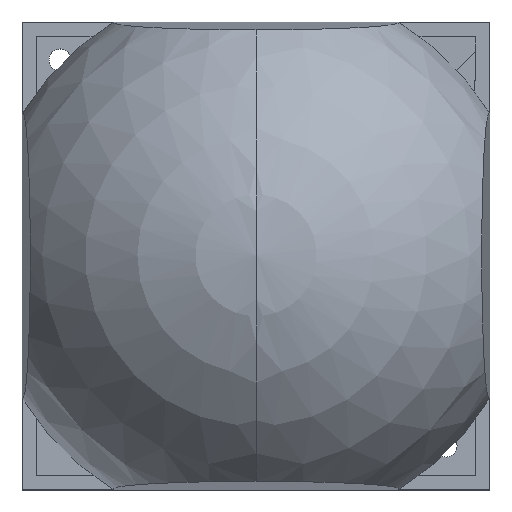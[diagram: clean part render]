
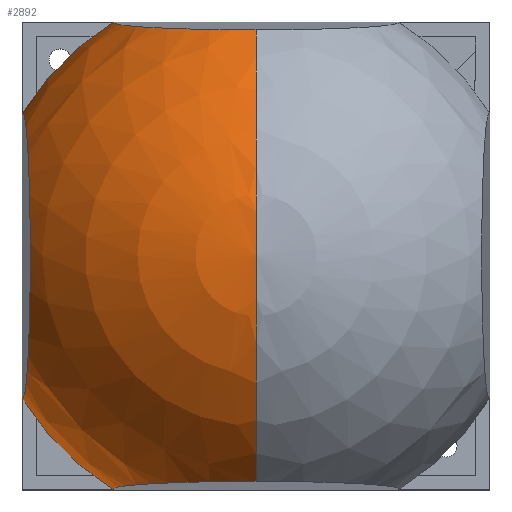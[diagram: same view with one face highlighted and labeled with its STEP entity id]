
A CAD part, top view. The second image highlights one B-rep face of the part: STEP entity #2892.
In plain terms, the highlighted spherical face has radius 0.936 mm.
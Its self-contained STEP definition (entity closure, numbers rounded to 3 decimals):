
#2689=CARTESIAN_POINT('',(0.,0.,0.));
#2690=DIRECTION('',(0.,-1.,0.));
#2691=DIRECTION('',(-0.855,0.,-0.519));
#2692=AXIS2_PLACEMENT_3D('',#2689,#2690,#2691);
#2694=CARTESIAN_POINT('',(0.,0.042,-0.798));
#2695=DIRECTION('',(0.,0.052,-0.999));
#2696=DIRECTION('',(-0.996,-0.086,-0.004));
#2697=AXIS2_PLACEMENT_3D('',#2694,#2695,#2696);
#2699=CARTESIAN_POINT('',(0.,0.,0.));
#2700=DIRECTION('',(0.,-1.,0.));
#2701=DIRECTION('',(0.519,0.,-0.855));
#2702=AXIS2_PLACEMENT_3D('',#2699,#2700,#2701);
#2704=CARTESIAN_POINT('',(0.798,0.042,0.));
#2705=DIRECTION('',(-0.999,-0.052,0.));
#2706=DIRECTION('',(-0.052,0.999,0.));
#2707=AXIS2_PLACEMENT_3D('',#2704,#2705,#2706);
#2709=CARTESIAN_POINT('',(-0.798,0.042,0.));
#2710=DIRECTION('',(0.999,-0.052,0.));
#2711=DIRECTION('',(-0.004,-0.086,-0.996));
#2712=AXIS2_PLACEMENT_3D('',#2709,#2710,#2711);
#2736=CARTESIAN_POINT('',(0.,0.,0.));
#2737=DIRECTION('',(0.,0.,1.));
#2738=DIRECTION('',(0.,1.,0.));
#2739=AXIS2_PLACEMENT_3D('',#2736,#2737,#2738);
#2741=CARTESIAN_POINT('',(0.,0.,0.));
#2742=DIRECTION('',(0.,0.,-1.));
#2743=DIRECTION('',(0.,1.,0.));
#2744=AXIS2_PLACEMENT_3D('',#2741,#2742,#2743);
#2833=CARTESIAN_POINT('',(0.,0.936,0.));
#2834=CARTESIAN_POINT('',(-0.772,0.529,0.));
#2835=VERTEX_POINT('',#2833);
#2836=VERTEX_POINT('',#2834);
#2837=CARTESIAN_POINT('',(0.772,0.529,0.));
#2838=VERTEX_POINT('',#2837);
#2859=CARTESIAN_POINT('',(-0.8,0.,-0.486));
#2860=VERTEX_POINT('',#2859);
#2861=CARTESIAN_POINT('',(-0.486,0.,-0.8));
#2862=VERTEX_POINT('',#2861);
#2863=CARTESIAN_POINT('',(0.486,0.,-0.8));
#2864=VERTEX_POINT('',#2863);
#2865=CARTESIAN_POINT('',(0.8,0.,-0.486));
#2866=VERTEX_POINT('',#2865);
#2871=CARTESIAN_POINT('',(0.,0.,0.));
#2872=DIRECTION('',(0.,-1.,0.));
#2873=DIRECTION('',(-1.,0.,0.));
#2874=AXIS2_PLACEMENT_3D('',#2871,#2872,#2873);
#2875=SPHERICAL_SURFACE('',#2874,0.936);
#2877=ORIENTED_EDGE('',*,*,#2876,.T.);
#2879=ORIENTED_EDGE('',*,*,#2878,.T.);
#2881=ORIENTED_EDGE('',*,*,#2880,.T.);
#2883=ORIENTED_EDGE('',*,*,#2882,.F.);
#2885=ORIENTED_EDGE('',*,*,#2884,.F.);
#2887=ORIENTED_EDGE('',*,*,#2886,.T.);
#2889=ORIENTED_EDGE('',*,*,#2888,.F.);
#2890=EDGE_LOOP('',(#2877,#2879,#2881,#2883,#2885,#2887,#2889));
#2891=FACE_OUTER_BOUND('',#2890,.F.);
#2892=ADVANCED_FACE('',(#2891),#2875,.T.);
#2693=CIRCLE('',#2692,0.936);
#2698=CIRCLE('',#2697,0.488);
#2703=CIRCLE('',#2702,0.936);
#2708=CIRCLE('',#2707,0.488);
#2713=CIRCLE('',#2712,0.488);
#2740=CIRCLE('',#2739,0.936);
#2745=CIRCLE('',#2744,0.936);
#2876=EDGE_CURVE('',#2860,#2862,#2693,.T.);
#2878=EDGE_CURVE('',#2862,#2864,#2698,.T.);
#2880=EDGE_CURVE('',#2864,#2866,#2703,.T.);
#2882=EDGE_CURVE('',#2838,#2866,#2708,.T.);
#2884=EDGE_CURVE('',#2835,#2838,#2745,.T.);
#2886=EDGE_CURVE('',#2835,#2836,#2740,.T.);
#2888=EDGE_CURVE('',#2860,#2836,#2713,.T.);
